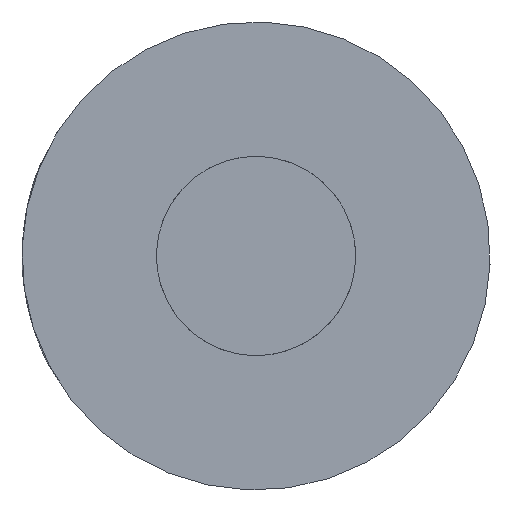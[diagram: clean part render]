
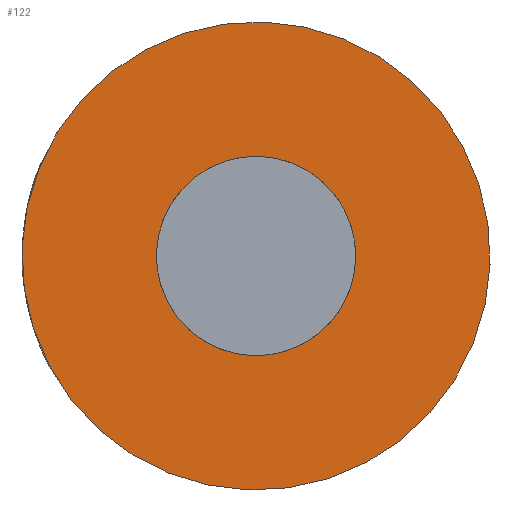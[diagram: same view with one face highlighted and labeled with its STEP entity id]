
A CAD part, left-side view. The second image highlights one B-rep face of the part: STEP entity #122.
In plain terms, the highlighted planar face has unit normal (-1, 0, 0).
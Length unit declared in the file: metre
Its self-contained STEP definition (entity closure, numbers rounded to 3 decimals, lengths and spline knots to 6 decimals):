
#20=PLANE('',#148);
#32=ORIENTED_EDGE('',*,*,#52,.F.);
#33=ORIENTED_EDGE('',*,*,#48,.F.);
#48=EDGE_CURVE('',#58,#58,#68,.T.);
#52=EDGE_CURVE('',#62,#62,#70,.T.);
#58=VERTEX_POINT('',#207);
#62=VERTEX_POINT('',#236);
#68=CIRCLE('',#146,0.003175);
#70=CIRCLE('',#149,0.001353);
#80=EDGE_LOOP('',(#32));
#81=EDGE_LOOP('',(#33));
#100=FACE_BOUND('',#80,.T.);
#101=FACE_BOUND('',#81,.T.);
#122=ADVANCED_FACE('',(#100,#101),#20,.T.);
#146=AXIS2_PLACEMENT_3D('',#206,#168,#169);
#148=AXIS2_PLACEMENT_3D('',#234,#172,#173);
#149=AXIS2_PLACEMENT_3D('',#235,#174,#175);
#168=DIRECTION('',(1.,0.,0.));
#169=DIRECTION('',(0.,-0.139,-0.99));
#172=DIRECTION('',(-1.,0.,0.));
#173=DIRECTION('',(0.,0.99,-0.139));
#174=DIRECTION('',(-1.,0.,0.));
#175=DIRECTION('',(0.,0.139,0.99));
#206=CARTESIAN_POINT('',(-0.028142,0.556667,0.070793));
#207=CARTESIAN_POINT('',(-0.028142,0.556225,0.067649));
#234=CARTESIAN_POINT('',(-0.028142,0.576847,0.031188));
#235=CARTESIAN_POINT('',(-0.028142,0.556667,0.070793));
#236=CARTESIAN_POINT('',(-0.028142,0.556855,0.072132));
